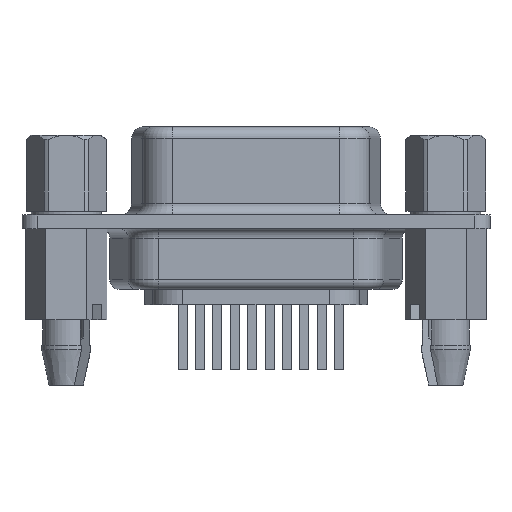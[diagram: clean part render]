
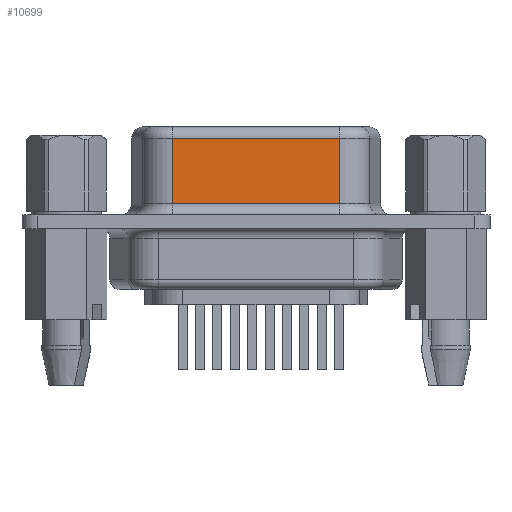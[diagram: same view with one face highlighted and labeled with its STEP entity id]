
A CAD part, front view. The second image highlights one B-rep face of the part: STEP entity #10699.
In plain terms, the highlighted planar face has unit normal (0, -1, 0).
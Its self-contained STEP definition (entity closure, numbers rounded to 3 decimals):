
#303 = FACE_OUTER_BOUND ( 'NONE', #4264, .T. ) ;
#460 = AXIS2_PLACEMENT_3D ( 'NONE', #2459, #2452, #2451 ) ;
#1472 = CARTESIAN_POINT ( 'NONE',  ( -5.508, -3.95, 1.2 ) ) ;
#1564 = CARTESIAN_POINT ( 'NONE',  ( -5.508, -3.95, 5.5 ) ) ;
#1628 = CARTESIAN_POINT ( 'NONE',  ( 5.508, -3.95, 1.2 ) ) ;
#1691 = CARTESIAN_POINT ( 'NONE',  ( 5.508, -3.95, 5.5 ) ) ;
#2451 = DIRECTION ( 'NONE',  ( -1., 0., 0. ) ) ;
#2452 = DIRECTION ( 'NONE',  ( 0., 1., 0. ) ) ;
#2455 = PLANE ( 'NONE',  #460 ) ;
#2459 = CARTESIAN_POINT ( 'NONE',  ( -5.508, -3.95, 6.25 ) ) ;
#2938 = EDGE_CURVE ( 'NONE', #6600, #6757, #5660, .T. ) ;
#3145 = EDGE_CURVE ( 'NONE', #6906, #6683, #5192, .T. ) ;
#3240 = EDGE_CURVE ( 'NONE', #6600, #6683, #5957, .T. ) ;
#3371 = EDGE_CURVE ( 'NONE', #6757, #6906, #12182, .T. ) ;
#4264 = EDGE_LOOP ( 'NONE', ( #8764, #9557, #9365, #9112 ) ) ;
#5192 = LINE ( 'NONE', #10992, #5502 ) ;
#5502 = VECTOR ( 'NONE', #10978, 1000. ) ;
#5645 = VECTOR ( 'NONE', #10582, 1000. ) ;
#5660 = LINE ( 'NONE', #10575, #5645 ) ;
#5957 = LINE ( 'NONE', #11350, #5993 ) ;
#5993 = VECTOR ( 'NONE', #11352, 1000. ) ;
#6600 = VERTEX_POINT ( 'NONE', #1691 ) ;
#6683 = VERTEX_POINT ( 'NONE', #1628 ) ;
#6757 = VERTEX_POINT ( 'NONE', #1564 ) ;
#6906 = VERTEX_POINT ( 'NONE', #1472 ) ;
#8764 = ORIENTED_EDGE ( 'NONE', *, *, #3371, .T. ) ;
#9112 = ORIENTED_EDGE ( 'NONE', *, *, #2938, .T. ) ;
#9365 = ORIENTED_EDGE ( 'NONE', *, *, #3240, .F. ) ;
#9557 = ORIENTED_EDGE ( 'NONE', *, *, #3145, .T. ) ;
#10575 = CARTESIAN_POINT ( 'NONE',  ( -5.508, -3.95, 5.5 ) ) ;
#10582 = DIRECTION ( 'NONE',  ( -1., 0., 0. ) ) ;
#10699 = ADVANCED_FACE ( 'NONE', ( #303 ), #2455, .F. ) ;
#10898 = CARTESIAN_POINT ( 'NONE',  ( -5.508, -3.95, 6.25 ) ) ;
#10903 = DIRECTION ( 'NONE',  ( 0., 0., -1. ) ) ;
#10978 = DIRECTION ( 'NONE',  ( 1., 0., 0. ) ) ;
#10992 = CARTESIAN_POINT ( 'NONE',  ( 5.508, -3.95, 1.2 ) ) ;
#11350 = CARTESIAN_POINT ( 'NONE',  ( 5.508, -3.95, 6.25 ) ) ;
#11352 = DIRECTION ( 'NONE',  ( 0., 0., -1. ) ) ;
#12161 = VECTOR ( 'NONE', #10903, 1000. ) ;
#12182 = LINE ( 'NONE', #10898, #12161 ) ;
